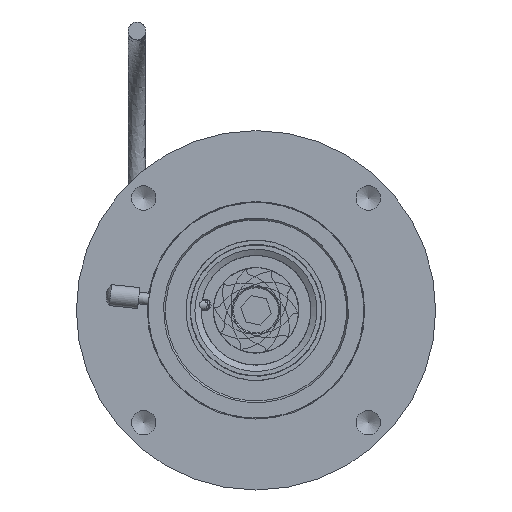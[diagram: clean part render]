
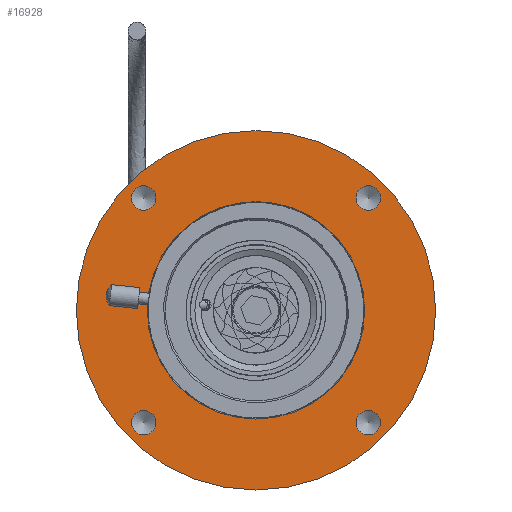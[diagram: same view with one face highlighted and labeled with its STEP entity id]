
A CAD part, left-side view. The second image highlights one B-rep face of the part: STEP entity #16928.
In plain terms, the highlighted planar face has unit normal (-1, 0, 0).
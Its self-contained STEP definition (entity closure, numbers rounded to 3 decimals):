
#508 = PLANE ( 'NONE',  #16180 ) ;
#2460 = VERTEX_POINT ( 'NONE', #54407 ) ;
#2676 = EDGE_LOOP ( 'NONE', ( #47559 ) ) ;
#3402 = FACE_BOUND ( 'NONE', #58811, .T. ) ;
#3767 = EDGE_CURVE ( 'NONE', #27553, #27553, #28067, .T. ) ;
#4934 = DIRECTION ( 'NONE',  ( 0., 0., 1. ) ) ;
#7414 = CARTESIAN_POINT ( 'NONE',  ( -12.174, -0.98, -18.594 ) ) ;
#7873 = VERTEX_POINT ( 'NONE', #20443 ) ;
#9605 = DIRECTION ( 'NONE',  ( -1., 0., 0. ) ) ;
#13327 = DIRECTION ( 'NONE',  ( -1., 0., 0. ) ) ;
#14210 = AXIS2_PLACEMENT_3D ( 'NONE', #72418, #30848, #79365 ) ;
#14400 = DIRECTION ( 'NONE',  ( 0., 0., 1. ) ) ;
#15360 = CARTESIAN_POINT ( 'NONE',  ( -12.174, 30.262, -2.719 ) ) ;
#16180 = AXIS2_PLACEMENT_3D ( 'NONE', #15360, #63864, #22312 ) ;
#16746 = CARTESIAN_POINT ( 'NONE',  ( -12.174, -0.98, -16.867 ) ) ;
#16928 = ADVANCED_FACE ( 'NONE', ( #3402, #54376, #72859, #75046, #35965, #17491 ), #508, .F. ) ;
#17491 = FACE_BOUND ( 'NONE', #59070, .T. ) ;
#18588 = VERTEX_POINT ( 'NONE', #16746 ) ;
#20443 = CARTESIAN_POINT ( 'NONE',  ( -12.174, -0.98, 14.883 ) ) ;
#22312 = DIRECTION ( 'NONE',  ( 0., 0., -1. ) ) ;
#24016 = ORIENTED_EDGE ( 'NONE', *, *, #81593, .F. ) ;
#24421 = CARTESIAN_POINT ( 'NONE',  ( -12.174, 14.895, 12.648 ) ) ;
#24929 = CIRCLE ( 'NONE', #87633, 1.727 ) ;
#27553 = VERTEX_POINT ( 'NONE', #24421 ) ;
#28067 = CIRCLE ( 'NONE', #14210, 15.367 ) ;
#28859 = EDGE_LOOP ( 'NONE', ( #55068 ) ) ;
#29143 = CARTESIAN_POINT ( 'NONE',  ( -12.174, 30.77, -18.594 ) ) ;
#30848 = DIRECTION ( 'NONE',  ( -1., 0., 0. ) ) ;
#35405 = AXIS2_PLACEMENT_3D ( 'NONE', #54833, #13327, #61801 ) ;
#35562 = EDGE_CURVE ( 'NONE', #2460, #2460, #74194, .T. ) ;
#35965 = FACE_OUTER_BOUND ( 'NONE', #28859, .T. ) ;
#36112 = DIRECTION ( 'NONE',  ( 0., 0., 1. ) ) ;
#39630 = AXIS2_PLACEMENT_3D ( 'NONE', #51115, #9605, #58095 ) ;
#43990 = EDGE_CURVE ( 'NONE', #7873, #7873, #60661, .T. ) ;
#46480 = DIRECTION ( 'NONE',  ( -1., 0., 0. ) ) ;
#47559 = ORIENTED_EDGE ( 'NONE', *, *, #3767, .F. ) ;
#49208 = EDGE_LOOP ( 'NONE', ( #50076 ) ) ;
#50076 = ORIENTED_EDGE ( 'NONE', *, *, #81215, .F. ) ;
#51115 = CARTESIAN_POINT ( 'NONE',  ( -12.174, 30.77, 13.156 ) ) ;
#53283 = VERTEX_POINT ( 'NONE', #72281 ) ;
#54376 = FACE_BOUND ( 'NONE', #49208, .T. ) ;
#54407 = CARTESIAN_POINT ( 'NONE',  ( -12.174, 14.895, 22.681 ) ) ;
#54833 = CARTESIAN_POINT ( 'NONE',  ( -12.174, -0.98, 13.156 ) ) ;
#55068 = ORIENTED_EDGE ( 'NONE', *, *, #35562, .T. ) ;
#55621 = EDGE_LOOP ( 'NONE', ( #24016 ) ) ;
#55917 = DIRECTION ( 'NONE',  ( -1., 0., 0. ) ) ;
#56534 = CIRCLE ( 'NONE', #67811, 1.727 ) ;
#57721 = VERTEX_POINT ( 'NONE', #63175 ) ;
#58095 = DIRECTION ( 'NONE',  ( 0., 0., 1. ) ) ;
#58475 = AXIS2_PLACEMENT_3D ( 'NONE', #88038, #46480, #4934 ) ;
#58811 = EDGE_LOOP ( 'NONE', ( #74930 ) ) ;
#59070 = EDGE_LOOP ( 'NONE', ( #77478 ) ) ;
#59134 = EDGE_CURVE ( 'NONE', #57721, #57721, #64216, .T. ) ;
#60661 = CIRCLE ( 'NONE', #35405, 1.727 ) ;
#61801 = DIRECTION ( 'NONE',  ( 0., 0., 1. ) ) ;
#63175 = CARTESIAN_POINT ( 'NONE',  ( -12.174, 30.77, 14.883 ) ) ;
#63864 = DIRECTION ( 'NONE',  ( 1., 0., 0. ) ) ;
#64216 = CIRCLE ( 'NONE', #39630, 1.727 ) ;
#67811 = AXIS2_PLACEMENT_3D ( 'NONE', #7414, #55917, #14400 ) ;
#72281 = CARTESIAN_POINT ( 'NONE',  ( -12.174, 30.77, -16.867 ) ) ;
#72418 = CARTESIAN_POINT ( 'NONE',  ( -12.174, 14.895, -2.719 ) ) ;
#72859 = FACE_BOUND ( 'NONE', #55621, .T. ) ;
#74194 = CIRCLE ( 'NONE', #58475, 25.4 ) ;
#74930 = ORIENTED_EDGE ( 'NONE', *, *, #43990, .F. ) ;
#75046 = FACE_BOUND ( 'NONE', #2676, .T. ) ;
#77478 = ORIENTED_EDGE ( 'NONE', *, *, #59134, .F. ) ;
#77644 = DIRECTION ( 'NONE',  ( -1., 0., 0. ) ) ;
#79365 = DIRECTION ( 'NONE',  ( 0., 0., 1. ) ) ;
#81215 = EDGE_CURVE ( 'NONE', #18588, #18588, #56534, .T. ) ;
#81593 = EDGE_CURVE ( 'NONE', #53283, #53283, #24929, .T. ) ;
#87633 = AXIS2_PLACEMENT_3D ( 'NONE', #29143, #77644, #36112 ) ;
#88038 = CARTESIAN_POINT ( 'NONE',  ( -12.174, 14.895, -2.719 ) ) ;
